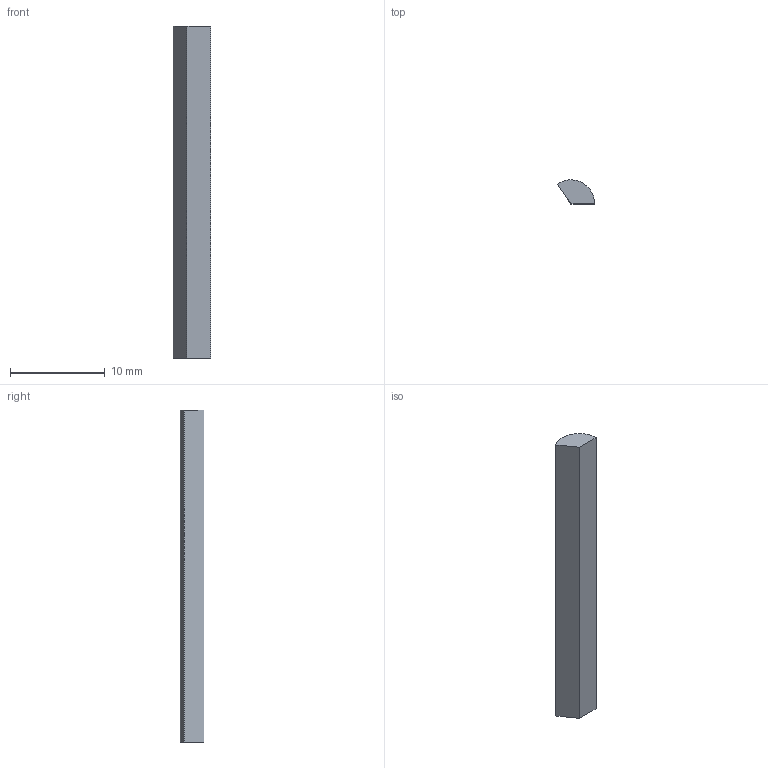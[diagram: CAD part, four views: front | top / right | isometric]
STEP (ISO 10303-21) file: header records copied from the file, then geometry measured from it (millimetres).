
FILE_DESCRIPTION(('FreeCAD Model'),'2;1');
FILE_NAME('Open CASCADE Shape Model','2022-04-07T13:01:59',('Author'),( ''),'Open CASCADE STEP processor 7.5','FreeCAD','Unknown');
FILE_SCHEMA(('AUTOMOTIVE_DESIGN { 1 0 10303 214 1 1 1 1 }'));
Length unit declared in the file: millimetre
Products named in the file (1): Winkel
Bounding box: 3.93 x 2.5 x 35 mm (x, y, z)
Volume: 238.6 mm3; surface area: 379.5 mm2
Topology: 1 solids, 1 shells, 5 faces, 9 edges, 6 vertices
Faces by surface type: plane 4, cylinder 1
Entity records: 147 total; most frequent: DIRECTION 23, CARTESIAN_POINT 21, ORIENTED_EDGE 18, EDGE_CURVE 9, AXIS2_PLACEMENT_3D 8, LINE 7, VECTOR 7, VERTEX_POINT 6
